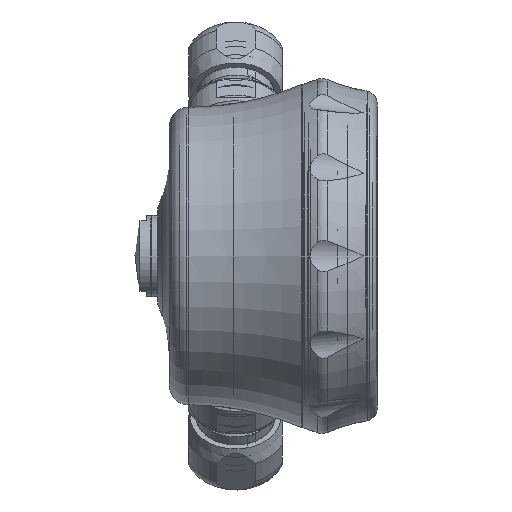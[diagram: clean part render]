
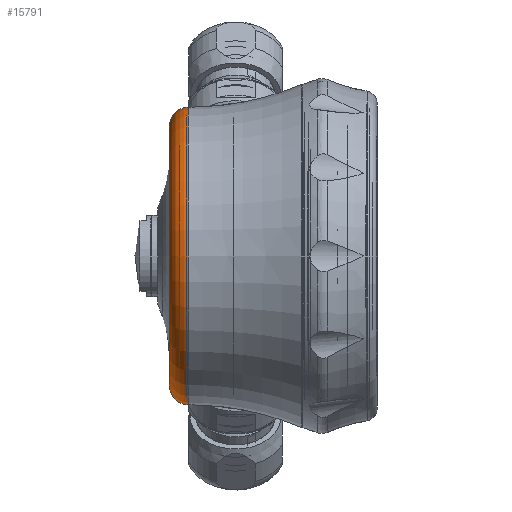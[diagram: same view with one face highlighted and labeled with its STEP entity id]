
A CAD part, front view. The second image highlights one B-rep face of the part: STEP entity #15791.
In plain terms, the highlighted toroidal (fillet/blend) face has major radius 33.267 mm and minor radius 4.9 mm.
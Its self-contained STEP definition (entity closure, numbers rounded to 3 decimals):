
#95=TOROIDAL_SURFACE('',#16834,33.266,4.9);
#4104=ORIENTED_EDGE('',*,*,#6036,.T.);
#4105=ORIENTED_EDGE('',*,*,#6030,.F.);
#6030=EDGE_CURVE('',#7189,#7189,#7839,.T.);
#6036=EDGE_CURVE('',#7195,#7195,#7845,.T.);
#7189=VERTEX_POINT('',#26188);
#7195=VERTEX_POINT('',#26205);
#7839=CIRCLE('',#16824,38.166);
#7845=CIRCLE('',#16835,33.266);
#8667=EDGE_LOOP('',(#4104));
#8668=EDGE_LOOP('',(#4105));
#9665=FACE_BOUND('',#8667,.T.);
#9666=FACE_BOUND('',#8668,.T.);
#15791=ADVANCED_FACE('',(#9665,#9666),#95,.T.);
#16824=AXIS2_PLACEMENT_3D('',#26187,#19386,#19387);
#16834=AXIS2_PLACEMENT_3D('',#26203,#19406,#19407);
#16835=AXIS2_PLACEMENT_3D('',#26204,#19408,#19409);
#19386=DIRECTION('',(1.,0.,0.));
#19387=DIRECTION('',(0.,-1.,0.));
#19406=DIRECTION('',(1.,0.,0.));
#19407=DIRECTION('',(0.,-1.,0.006));
#19408=DIRECTION('',(1.,0.,0.));
#19409=DIRECTION('',(0.,1.,0.));
#26187=CARTESIAN_POINT('',(-14.1,-87.4,0.));
#26188=CARTESIAN_POINT('',(-14.1,-125.566,0.));
#26203=CARTESIAN_POINT('',(-14.1,-87.4,0.));
#26204=CARTESIAN_POINT('',(-19.,-87.4,0.));
#26205=CARTESIAN_POINT('',(-19.,-54.134,0.));
